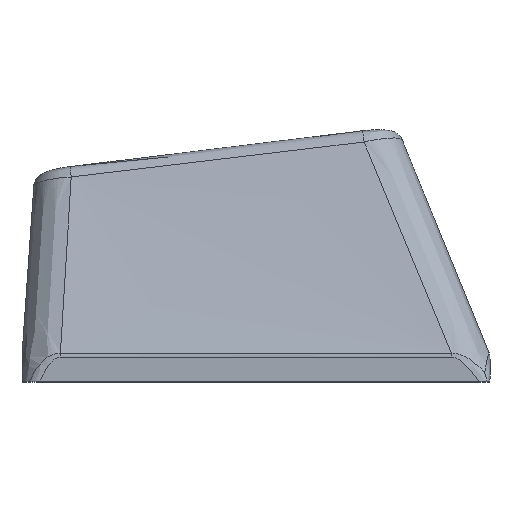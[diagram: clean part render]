
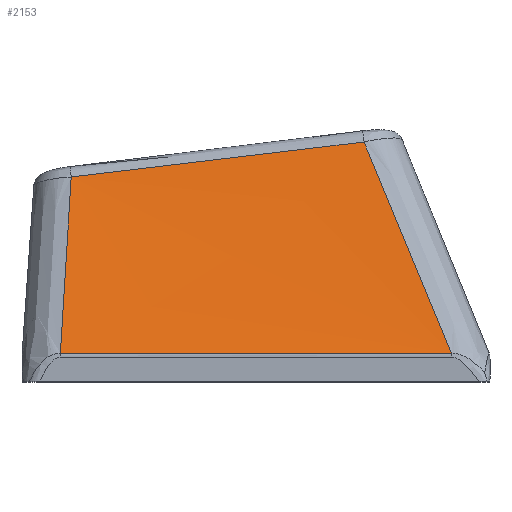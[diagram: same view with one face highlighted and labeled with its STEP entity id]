
A CAD part, top view. The second image highlights one B-rep face of the part: STEP entity #2153.
In plain terms, the highlighted free-form (B-spline) face has degree [3, 1] with [6, 2] control points.
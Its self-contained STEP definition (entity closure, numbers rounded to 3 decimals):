
#39 = CARTESIAN_POINT ( 'NONE',  ( -4.779, 7.136, 11.404 ) ) ;
#61 = CARTESIAN_POINT ( 'NONE',  ( 4.172, 0.07, 13.729 ) ) ;
#68 = CARTESIAN_POINT ( 'NONE',  ( 6.344, 2.919, 12.912 ) ) ;
#75 = CARTESIAN_POINT ( 'NONE',  ( -3., 0., 13.75 ) ) ;
#366 = CARTESIAN_POINT ( 'NONE',  ( 4.783, 6.693, 11.825 ) ) ;
#420 = CARTESIAN_POINT ( 'NONE',  ( -7.327, 3.246, 12.639 ) ) ;
#434 = CARTESIAN_POINT ( 'NONE',  ( 6., 0., 13.75 ) ) ;
#465 = CARTESIAN_POINT ( 'NONE',  ( -7.425, 1.675, 13.176 ) ) ;
#503 = ORIENTED_EDGE ( 'NONE', *, *, #1850, .T. ) ;
#646 = CARTESIAN_POINT ( 'NONE',  ( 1.841, 7.926, 11.392 ) ) ;
#666 = CARTESIAN_POINT ( 'NONE',  ( -0.769, 7.614, 11.396 ) ) ;
#670 = CARTESIAN_POINT ( 'NONE',  ( 5.711, 4.452, 12.471 ) ) ;
#698 = CARTESIAN_POINT ( 'NONE',  ( -6., 0., 13.75 ) ) ;
#706 = CARTESIAN_POINT ( 'NONE',  ( -5.192, 0.077, 13.724 ) ) ;
#738 = CARTESIAN_POINT ( 'NONE',  ( 5.096, 5.938, 12.043 ) ) ;
#749 = CARTESIAN_POINT ( 'NONE',  ( -2.525, 0.075, 13.726 ) ) ;
#762 = FACE_OUTER_BOUND ( 'NONE', #2869, .T. ) ;
#809 = CARTESIAN_POINT ( 'NONE',  ( 4.157, 8.204, 11.388 ) ) ;
#824 = CARTESIAN_POINT ( 'NONE',  ( -7.107, 6.859, 11.408 ) ) ;
#889 = VERTEX_POINT ( 'NONE', #809 ) ;
#1023 = CARTESIAN_POINT ( 'NONE',  ( 3.078, 8.573, 11.25 ) ) ;
#1046 = CARTESIAN_POINT ( 'NONE',  ( -7.525, 0.079, 13.723 ) ) ;
#1114 = CARTESIAN_POINT ( 'NONE',  ( -7.525, 0.079, 13.723 ) ) ;
#1240 = CARTESIAN_POINT ( 'NONE',  ( -6.65, 6.914, 11.407 ) ) ;
#1306 = CARTESIAN_POINT ( 'NONE',  ( 0.682, 7.788, 11.394 ) ) ;
#1310 = CARTESIAN_POINT ( 'NONE',  ( 6.996, 1.34, 13.365 ) ) ;
#1368 = VERTEX_POINT ( 'NONE', #1046 ) ;
#1369 = CARTESIAN_POINT ( 'NONE',  ( 5.847, 0.069, 13.73 ) ) ;
#1384 = CARTESIAN_POINT ( 'NONE',  ( 9., 0., 13.75 ) ) ;
#1397 = CARTESIAN_POINT ( 'NONE',  ( -7.107, 6.859, 11.408 ) ) ;
#1481 = B_SPLINE_CURVE_WITH_KNOTS ( 'NONE', 3,
 ( #1397, #2710, #1989, #3297, #1677, #2030, #420, #3256, #465, #3593, #3954, #3932, #3974 ),
 .UNSPECIFIED., .F., .F.,
 ( 4, 3, 3, 3, 4 ),
 ( 0., 0.001, 0.004, 0.006, 0.007 ),
 .UNSPECIFIED. ) ;
#1564 = CARTESIAN_POINT ( 'NONE',  ( 4.157, 8.204, 11.388 ) ) ;
#1674 = CARTESIAN_POINT ( 'NONE',  ( 0.823, 0.072, 13.728 ) ) ;
#1677 = CARTESIAN_POINT ( 'NONE',  ( -7.208, 5.182, 11.978 ) ) ;
#1691 = CARTESIAN_POINT ( 'NONE',  ( 0.762, 8.288, 11.25 ) ) ;
#1699 = B_SPLINE_CURVE_WITH_KNOTS ( 'NONE', 3,
 ( #1564, #3525, #646, #1306, #2830, #666, #1969, #3233, #39, #4111, #1240, #2512, #3804 ),
 .UNSPECIFIED., .F., .F.,
 ( 4, 3, 3, 3, 4 ),
 ( 0.001, 0.005, 0.007, 0.012, 0.013 ),
 .UNSPECIFIED. ) ;
#1707 = CARTESIAN_POINT ( 'NONE',  ( -8.502, 7.151, 11.25 ) ) ;
#1720 = CARTESIAN_POINT ( 'NONE',  ( 6.018, 3.708, 12.685 ) ) ;
#1768 = ORIENTED_EDGE ( 'NONE', *, *, #3764, .T. ) ;
#1850 = EDGE_CURVE ( 'NONE', #1368, #2737, #1897, .T. ) ;
#1882 = ORIENTED_EDGE ( 'NONE', *, *, #3724, .T. ) ;
#1897 = B_SPLINE_CURVE_WITH_KNOTS ( 'NONE', 3,
 ( #1114, #2390, #2028, #3254, #706, #3295, #749, #3314, #1674, #2980, #61, #1369, #2643 ),
 .UNSPECIFIED., .F., .F.,
 ( 4, 3, 3, 3, 4 ),
 ( 0., 0.001, 0.005, 0.01, 0.015 ),
 .UNSPECIFIED. ) ;
#1969 = CARTESIAN_POINT ( 'NONE',  ( -1.494, 7.528, 11.398 ) ) ;
#1973 = CARTESIAN_POINT ( 'NONE',  ( 5.404, 5.195, 12.257 ) ) ;
#1989 = CARTESIAN_POINT ( 'NONE',  ( -7.135, 6.387, 11.569 ) ) ;
#2004 = CARTESIAN_POINT ( 'NONE',  ( 3., 0., 13.75 ) ) ;
#2017 = CARTESIAN_POINT ( 'NONE',  ( 7.521, 0.068, 13.731 ) ) ;
#2023 = CARTESIAN_POINT ( 'NONE',  ( -6.186, 7.435, 11.25 ) ) ;
#2028 = CARTESIAN_POINT ( 'NONE',  ( -6.859, 0.078, 13.723 ) ) ;
#2030 = CARTESIAN_POINT ( 'NONE',  ( -7.267, 4.214, 12.308 ) ) ;
#2059 = CARTESIAN_POINT ( 'NONE',  ( -9., 0., 13.75 ) ) ;
#2153 = ADVANCED_FACE ( 'NONE', ( #762 ), #3447, .T. ) ;
#2186 = B_SPLINE_CURVE_WITH_KNOTS ( 'NONE', 3,
 ( #3940, #2928, #3618, #1310, #3558, #68, #1720, #670, #1973, #738, #366, #2629, #3303 ),
 .UNSPECIFIED., .F., .F.,
 ( 4, 3, 3, 3, 4 ),
 ( 0., 0.002, 0.004, 0.007, 0.009 ),
 .UNSPECIFIED. ) ;
#2390 = CARTESIAN_POINT ( 'NONE',  ( -7.192, 0.079, 13.723 ) ) ;
#2472 = EDGE_CURVE ( 'NONE', #2737, #889, #2186, .T. ) ;
#2501 = VERTEX_POINT ( 'NONE', #824 ) ;
#2512 = CARTESIAN_POINT ( 'NONE',  ( -6.878, 6.887, 11.408 ) ) ;
#2629 = CARTESIAN_POINT ( 'NONE',  ( 4.47, 7.449, 11.607 ) ) ;
#2643 = CARTESIAN_POINT ( 'NONE',  ( 7.521, 0.068, 13.731 ) ) ;
#2710 = CARTESIAN_POINT ( 'NONE',  ( -7.121, 6.623, 11.488 ) ) ;
#2737 = VERTEX_POINT ( 'NONE', #2017 ) ;
#2830 = CARTESIAN_POINT ( 'NONE',  ( -0.043, 7.701, 11.395 ) ) ;
#2869 = EDGE_LOOP ( 'NONE', ( #1768, #503, #3554, #1882 ) ) ;
#2928 = CARTESIAN_POINT ( 'NONE',  ( 7.346, 0.492, 13.609 ) ) ;
#2974 = CARTESIAN_POINT ( 'NONE',  ( -3.87, 7.72, 11.25 ) ) ;
#2980 = CARTESIAN_POINT ( 'NONE',  ( 2.498, 0.071, 13.728 ) ) ;
#3233 = CARTESIAN_POINT ( 'NONE',  ( -3.136, 7.332, 11.401 ) ) ;
#3254 = CARTESIAN_POINT ( 'NONE',  ( -6.525, 0.078, 13.724 ) ) ;
#3256 = CARTESIAN_POINT ( 'NONE',  ( -7.376, 2.46, 12.907 ) ) ;
#3295 = CARTESIAN_POINT ( 'NONE',  ( -3.859, 0.076, 13.725 ) ) ;
#3297 = CARTESIAN_POINT ( 'NONE',  ( -7.15, 6.15, 11.649 ) ) ;
#3303 = CARTESIAN_POINT ( 'NONE',  ( 4.157, 8.204, 11.388 ) ) ;
#3314 = CARTESIAN_POINT ( 'NONE',  ( -0.851, 0.073, 13.727 ) ) ;
#3447 = B_SPLINE_SURFACE_WITH_KNOTS ( 'NONE', 3, 1, ( 
 ( #2059, #1707 ),
 ( #698, #2023 ),
 ( #75, #2974 ),
 ( #2004, #1691 ),
 ( #434, #1023 ),
 ( #1384, #3966 ) ),
 .UNSPECIFIED., .F., .F., .F.,
 ( 4, 2, 4 ),
 ( 2, 2 ),
 ( 0., 0.5, 1. ),
 ( 0., 1. ),
 .UNSPECIFIED. ) ;
#3525 = CARTESIAN_POINT ( 'NONE',  ( 2.999, 8.065, 11.39 ) ) ;
#3554 = ORIENTED_EDGE ( 'NONE', *, *, #2472, .T. ) ;
#3558 = CARTESIAN_POINT ( 'NONE',  ( 6.67, 2.13, 13.139 ) ) ;
#3593 = CARTESIAN_POINT ( 'NONE',  ( -7.474, 0.89, 13.445 ) ) ;
#3618 = CARTESIAN_POINT ( 'NONE',  ( 7.171, 0.916, 13.487 ) ) ;
#3724 = EDGE_CURVE ( 'NONE', #889, #2501, #1699, .T. ) ;
#3764 = EDGE_CURVE ( 'NONE', #2501, #1368, #1481, .T. ) ;
#3804 = CARTESIAN_POINT ( 'NONE',  ( -7.107, 6.859, 11.408 ) ) ;
#3932 = CARTESIAN_POINT ( 'NONE',  ( -7.508, 0.349, 13.63 ) ) ;
#3940 = CARTESIAN_POINT ( 'NONE',  ( 7.521, 0.068, 13.731 ) ) ;
#3954 = CARTESIAN_POINT ( 'NONE',  ( -7.491, 0.619, 13.538 ) ) ;
#3966 = CARTESIAN_POINT ( 'NONE',  ( 5.394, 8.857, 11.25 ) ) ;
#3974 = CARTESIAN_POINT ( 'NONE',  ( -7.525, 0.079, 13.723 ) ) ;
#4111 = CARTESIAN_POINT ( 'NONE',  ( -6.421, 6.941, 11.407 ) ) ;
